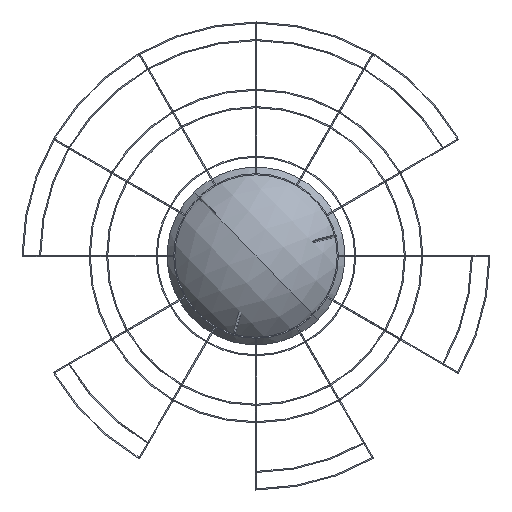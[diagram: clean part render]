
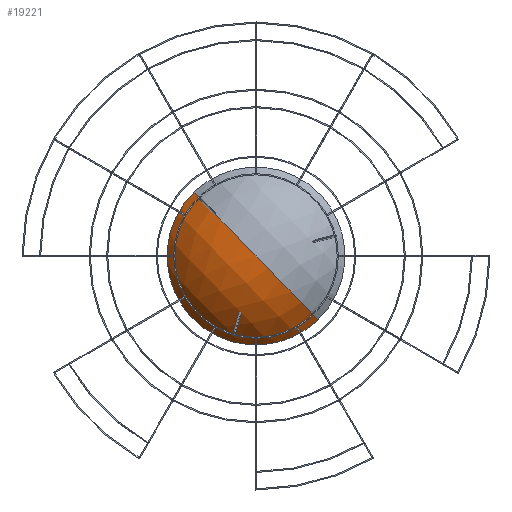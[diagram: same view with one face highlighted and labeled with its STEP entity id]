
A CAD part, front view. The second image highlights one B-rep face of the part: STEP entity #19221.
In plain terms, the highlighted spherical face has radius 185.352 mm.
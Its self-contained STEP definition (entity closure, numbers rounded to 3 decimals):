
#7686 = FACE_OUTER_BOUND ( 'NONE', #77668, .T. ) ;
#12249 = EDGE_CURVE ( 'NONE', #99122, #14320, #55681, .T. ) ;
#14320 = VERTEX_POINT ( 'NONE', #32111 ) ;
#15798 = ORIENTED_EDGE ( 'NONE', *, *, #12249, .T. ) ;
#16749 = DIRECTION ( 'NONE',  ( 0.697, 0., -0.717 ) ) ;
#19221 = ADVANCED_FACE ( 'NONE', ( #7686 ), #80790, .T. ) ;
#23138 = DIRECTION ( 'NONE',  ( 0.697, 0., -0.717 ) ) ;
#26401 = AXIS2_PLACEMENT_3D ( 'NONE', #89260, #45102, #78522 ) ;
#26645 = AXIS2_PLACEMENT_3D ( 'NONE', #28327, #102233, #16749 ) ;
#28327 = CARTESIAN_POINT ( 'NONE',  ( 0., 1975.352, 0. ) ) ;
#32111 = CARTESIAN_POINT ( 'NONE',  ( -106.362, 1870., 109.286 ) ) ;
#35001 = DIRECTION ( 'NONE',  ( 0.717, 0., 0.697 ) ) ;
#35628 = DIRECTION ( 'NONE',  ( 0., 1., 0. ) ) ;
#42692 = AXIS2_PLACEMENT_3D ( 'NONE', #68337, #35001, #120603 ) ;
#44789 = VERTEX_POINT ( 'NONE', #116705 ) ;
#45102 = DIRECTION ( 'NONE',  ( -0.717, 0., -0.697 ) ) ;
#51322 = EDGE_CURVE ( 'NONE', #44789, #14320, #130134, .T. ) ;
#55681 = CIRCLE ( 'NONE', #26401, 185.352 ) ;
#58555 = ORIENTED_EDGE ( 'NONE', *, *, #111140, .F. ) ;
#68337 = CARTESIAN_POINT ( 'NONE',  ( 0., 1975.352, 0. ) ) ;
#77668 = EDGE_LOOP ( 'NONE', ( #58555, #15798, #135303 ) ) ;
#78522 = DIRECTION ( 'NONE',  ( -0.697, 0., 0.717 ) ) ;
#78789 = CARTESIAN_POINT ( 'NONE',  ( 0., 1790., 0. ) ) ;
#80790 = SPHERICAL_SURFACE ( 'NONE', #42692, 185.352 ) ;
#89260 = CARTESIAN_POINT ( 'NONE',  ( 0., 1975.352, 0. ) ) ;
#99122 = VERTEX_POINT ( 'NONE', #78789 ) ;
#102233 = DIRECTION ( 'NONE',  ( 0.717, 0., 0.697 ) ) ;
#109950 = AXIS2_PLACEMENT_3D ( 'NONE', #120303, #35628, #23138 ) ;
#111140 = EDGE_CURVE ( 'NONE', #99122, #44789, #117868, .T. ) ;
#116705 = CARTESIAN_POINT ( 'NONE',  ( 106.362, 1870., -109.286 ) ) ;
#117868 = CIRCLE ( 'NONE', #26645, 185.352 ) ;
#120303 = CARTESIAN_POINT ( 'NONE',  ( 0., 1870., 0. ) ) ;
#120603 = DIRECTION ( 'NONE',  ( -0.697, 0., 0.717 ) ) ;
#130134 = CIRCLE ( 'NONE', #109950, 152.5 ) ;
#135303 = ORIENTED_EDGE ( 'NONE', *, *, #51322, .F. ) ;
